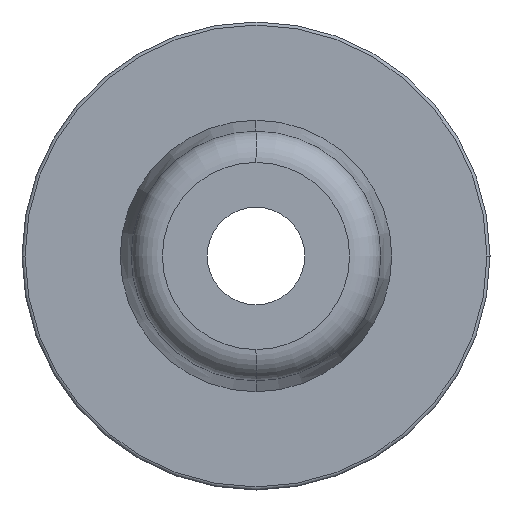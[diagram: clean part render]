
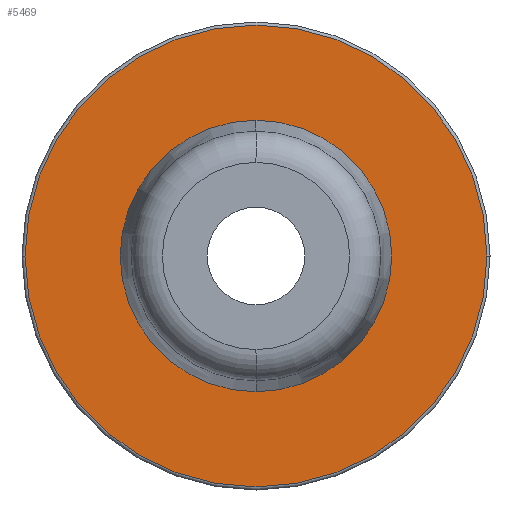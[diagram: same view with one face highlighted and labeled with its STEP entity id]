
A CAD part, front view. The second image highlights one B-rep face of the part: STEP entity #5469.
In plain terms, the highlighted planar face has unit normal (0, -1, 0).
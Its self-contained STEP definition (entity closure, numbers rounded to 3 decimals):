
#369=CARTESIAN_POINT('Axis2P3D Location',(0.,-19.,0.)) ;
#373=CARTESIAN_POINT('Vertex',(0.,-19.,8.)) ;
#375=CARTESIAN_POINT('Vertex',(0.,-19.,-8.)) ;
#395=CARTESIAN_POINT('Axis2P3D Location',(0.,-19.,0.)) ;
#5422=CARTESIAN_POINT('Vertex',(14.8,-19.,0.)) ;
#5425=CARTESIAN_POINT('Axis2P3D Location',(0.,-19.,0.)) ;
#5429=CARTESIAN_POINT('Vertex',(-14.8,-19.,0.)) ;
#5444=CARTESIAN_POINT('Axis2P3D Location',(0.,-19.,0.)) ;
#5456=CARTESIAN_POINT('Axis2P3D Location',(-14.8,-19.,0.)) ;
#370=DIRECTION('Axis2P3D Direction',(0.,1.,0.)) ;
#396=DIRECTION('Axis2P3D Direction',(0.,1.,0.)) ;
#5426=DIRECTION('Axis2P3D Direction',(0.,1.,0.)) ;
#5445=DIRECTION('Axis2P3D Direction',(0.,1.,0.)) ;
#5457=DIRECTION('Axis2P3D Direction',(-0.,1.,0.)) ;
#5458=DIRECTION('Axis2P3D XDirection',(1.,0.,0.)) ;
#371=AXIS2_PLACEMENT_3D('Circle Axis2P3D',#369,#370,$) ;
#397=AXIS2_PLACEMENT_3D('Circle Axis2P3D',#395,#396,$) ;
#5427=AXIS2_PLACEMENT_3D('Circle Axis2P3D',#5425,#5426,$) ;
#5446=AXIS2_PLACEMENT_3D('Circle Axis2P3D',#5444,#5445,$) ;
#5459=AXIS2_PLACEMENT_3D('Plane Axis2P3D',#5456,#5457,#5458) ;
#5462=ORIENTED_EDGE('',*,*,#5448,.F.) ;
#5463=ORIENTED_EDGE('',*,*,#5431,.F.) ;
#5466=ORIENTED_EDGE('',*,*,#377,.T.) ;
#5467=ORIENTED_EDGE('',*,*,#399,.T.) ;
#5468=FACE_BOUND('',#5465,.T.) ;
#5469=ADVANCED_FACE('PartBody',(#5464,#5468),#5460,.F.) ;
#372=CIRCLE('generated circle',#371,8.) ;
#398=CIRCLE('generated circle',#397,8.) ;
#5428=CIRCLE('generated circle',#5427,14.8) ;
#5447=CIRCLE('generated circle',#5446,14.8) ;
#377=EDGE_CURVE('',#374,#376,#372,.T.) ;
#399=EDGE_CURVE('',#376,#374,#398,.T.) ;
#5431=EDGE_CURVE('',#5423,#5430,#5428,.T.) ;
#5448=EDGE_CURVE('',#5430,#5423,#5447,.T.) ;
#5461=EDGE_LOOP('',(#5462,#5463)) ;
#5465=EDGE_LOOP('',(#5466,#5467)) ;
#5464=FACE_OUTER_BOUND('',#5461,.T.) ;
#5460=PLANE('',#5459) ;
#374=VERTEX_POINT('',#373) ;
#376=VERTEX_POINT('',#375) ;
#5423=VERTEX_POINT('',#5422) ;
#5430=VERTEX_POINT('',#5429) ;
